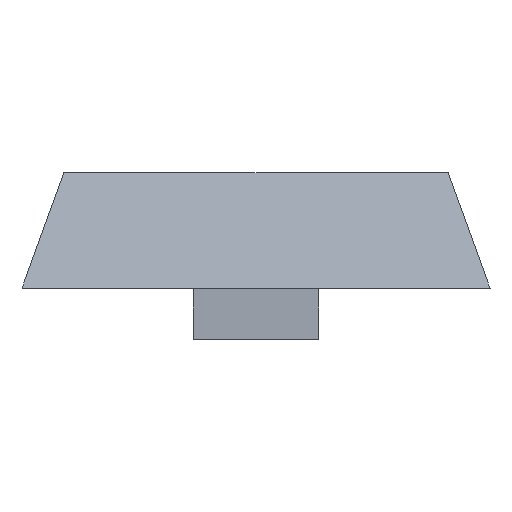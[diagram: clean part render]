
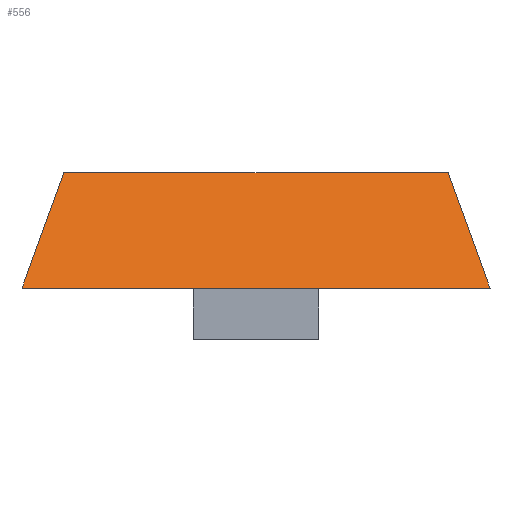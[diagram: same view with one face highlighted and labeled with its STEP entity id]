
A CAD part, front view. The second image highlights one B-rep face of the part: STEP entity #556.
In plain terms, the highlighted planar face has unit normal (0, -0.94, 0.342).
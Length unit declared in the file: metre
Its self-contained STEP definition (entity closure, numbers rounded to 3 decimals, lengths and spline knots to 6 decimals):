
#28=ORIENTED_EDGE('',*,*,#181,.F.);
#29=ORIENTED_EDGE('',*,*,#180,.F.);
#30=ORIENTED_EDGE('',*,*,#170,.T.);
#31=ORIENTED_EDGE('',*,*,#182,.T.);
#170=EDGE_CURVE('',#249,#248,#300,.T.);
#180=EDGE_CURVE('',#249,#256,#310,.T.);
#181=EDGE_CURVE('',#256,#257,#311,.T.);
#182=EDGE_CURVE('',#248,#257,#312,.F.);
#248=VERTEX_POINT('',#776);
#249=VERTEX_POINT('',#778);
#256=VERTEX_POINT('',#796);
#257=VERTEX_POINT('',#800);
#300=LINE('',#777,#378);
#310=LINE('',#797,#388);
#311=LINE('',#799,#389);
#312=LINE('',#801,#390);
#378=VECTOR('',#634,1.);
#388=VECTOR('',#648,1.);
#389=VECTOR('',#651,1.);
#390=VECTOR('',#652,1.);
#458=EDGE_LOOP('',(#28,#29,#30,#31));
#492=FACE_BOUND('',#458,.T.);
#525=PLANE('',#600);
#556=ADVANCED_FACE('',(#492),#525,.T.);
#600=AXIS2_PLACEMENT_3D('',#798,#649,#650);
#634=DIRECTION('',(1.,0.,0.));
#648=DIRECTION('',(0.324,0.324,0.889));
#649=DIRECTION('',(0.,-0.94,0.342));
#650=DIRECTION('',(0.,0.342,0.94));
#651=DIRECTION('',(1.,0.,0.));
#652=DIRECTION('',(0.324,-0.324,-0.889));
#776=CARTESIAN_POINT('',(0.009138,-0.066288,-0.0045));
#777=CARTESIAN_POINT('',(0.,-0.066288,-0.0045));
#778=CARTESIAN_POINT('',(-0.009138,-0.066288,-0.0045));
#796=CARTESIAN_POINT('',(-0.0075,-0.06465,0.));
#797=CARTESIAN_POINT('',(0.006041,-0.051109,0.037204));
#798=CARTESIAN_POINT('',(0.,-0.06465,0.));
#799=CARTESIAN_POINT('',(0.,-0.06465,0.));
#800=CARTESIAN_POINT('',(0.0075,-0.06465,0.));
#801=CARTESIAN_POINT('',(-0.006041,-0.051109,0.037204));
